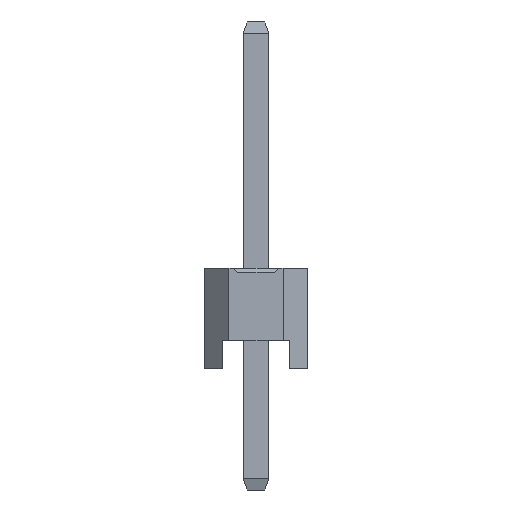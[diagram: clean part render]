
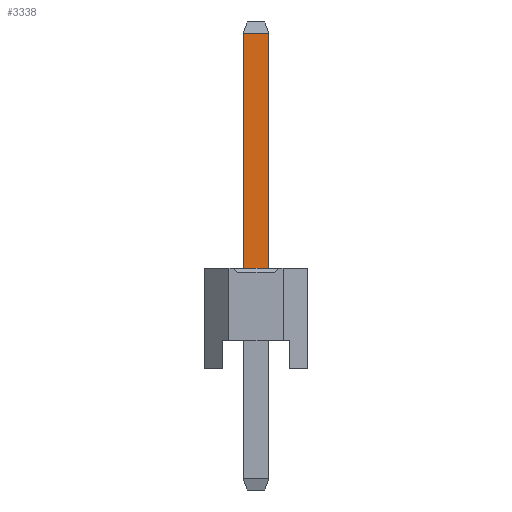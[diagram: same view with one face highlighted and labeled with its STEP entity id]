
A CAD part, left-side view. The second image highlights one B-rep face of the part: STEP entity #3338.
In plain terms, the highlighted planar face has unit normal (-1, 0, 0).
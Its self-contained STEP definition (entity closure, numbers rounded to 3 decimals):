
#3338=ADVANCED_FACE('',(#8729),#8731,.T.);
#8729=FACE_BOUND('',#8730,.T.);
#8730=EDGE_LOOP('',(#12951,#12952,#12953,#12954));
#8731=PLANE('',#8732);
#8732=AXIS2_PLACEMENT_3D('',#8733,#8734,#8735);
#8733=CARTESIAN_POINT('',(-0.32,0.32,-3.));
#8734=DIRECTION('',(-1.,0.,0.));
#8735=DIRECTION('',(0.,-1.,0.));
#12951=ORIENTED_EDGE('',*,*,#15416,.F.);
#12952=ORIENTED_EDGE('',*,*,#15411,.F.);
#12953=ORIENTED_EDGE('',*,*,#14606,.T.);
#12954=ORIENTED_EDGE('',*,*,#15415,.T.);
#14606=EDGE_CURVE('',#16706,#16710,#16712,.T.);
#15411=EDGE_CURVE('',#16706,#17916,#17919,.T.);
#15415=EDGE_CURVE('',#16710,#17923,#17925,.T.);
#15416=EDGE_CURVE('',#17916,#17923,#17926,.T.);
#16706=VERTEX_POINT('',#20304);
#16710=VERTEX_POINT('',#20312);
#16712=LINE('',#20316,#20317);
#17916=VERTEX_POINT('',#23126);
#17919=LINE('',#23133,#23134);
#17923=VERTEX_POINT('',#23143);
#17925=LINE('',#23147,#23148);
#17926=LINE('',#23150,#23151);
#20304=CARTESIAN_POINT('',(-0.32,0.32,2.5));
#20312=CARTESIAN_POINT('',(-0.32,-0.32,2.5));
#20316=CARTESIAN_POINT('',(-0.32,0.32,2.5));
#20317=VECTOR('',#20318,1.);
#20318=DIRECTION('',(0.,-1.,0.));
#23126=CARTESIAN_POINT('',(-0.32,0.32,8.325));
#23133=CARTESIAN_POINT('',(-0.32,0.32,2.5));
#23134=VECTOR('',#23135,1.);
#23135=DIRECTION('',(0.,0.,1.));
#23143=CARTESIAN_POINT('',(-0.32,-0.32,8.325));
#23147=CARTESIAN_POINT('',(-0.32,-0.32,2.5));
#23148=VECTOR('',#23149,1.);
#23149=DIRECTION('',(0.,0.,1.));
#23150=CARTESIAN_POINT('',(-0.32,0.32,8.325));
#23151=VECTOR('',#23152,1.);
#23152=DIRECTION('',(0.,-1.,0.));
